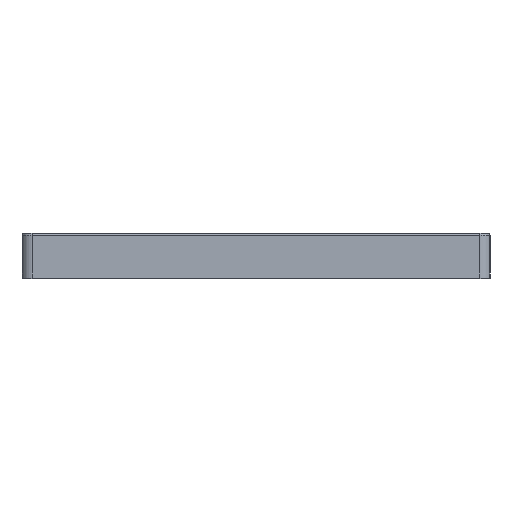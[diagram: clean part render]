
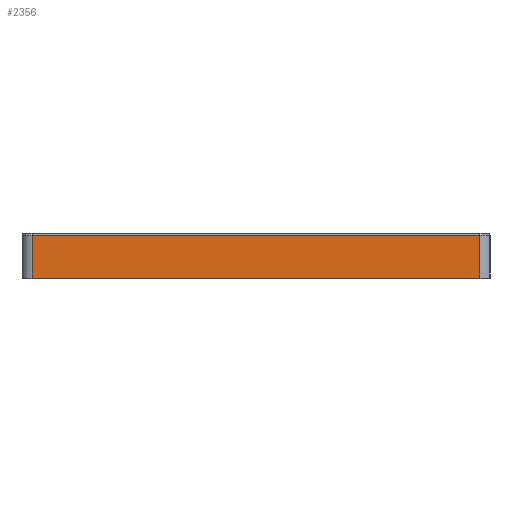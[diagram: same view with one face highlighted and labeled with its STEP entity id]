
A CAD part, left-side view. The second image highlights one B-rep face of the part: STEP entity #2356.
In plain terms, the highlighted planar face has unit normal (-1, 0, 0).
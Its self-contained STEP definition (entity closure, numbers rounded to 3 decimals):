
#81=PLANE('',#2547);
#126=FACE_OUTER_BOUND('',#270,.T.);
#270=EDGE_LOOP('',(#1640,#1641,#1642,#1643));
#447=LINE('',#3777,#627);
#451=LINE('',#3790,#631);
#452=LINE('',#3792,#632);
#453=LINE('',#3793,#633);
#627=VECTOR('',#2952,10.);
#631=VECTOR('',#2968,10.);
#632=VECTOR('',#2969,10.);
#633=VECTOR('',#2970,10.);
#992=VERTEX_POINT('',#3769);
#994=VERTEX_POINT('',#3775);
#997=VERTEX_POINT('',#3789);
#998=VERTEX_POINT('',#3791);
#1243=EDGE_CURVE('',#994,#992,#447,.T.);
#1250=EDGE_CURVE('',#997,#994,#451,.T.);
#1251=EDGE_CURVE('',#998,#997,#452,.T.);
#1252=EDGE_CURVE('',#992,#998,#453,.T.);
#1640=ORIENTED_EDGE('',*,*,#1243,.F.);
#1641=ORIENTED_EDGE('',*,*,#1250,.F.);
#1642=ORIENTED_EDGE('',*,*,#1251,.F.);
#1643=ORIENTED_EDGE('',*,*,#1252,.F.);
#2356=ADVANCED_FACE('',(#126),#81,.T.);
#2547=AXIS2_PLACEMENT_3D('',#3788,#2966,#2967);
#2952=DIRECTION('',(0.,1.,0.));
#2966=DIRECTION('center_axis',(-1.,0.,0.));
#2967=DIRECTION('ref_axis',(0.,-1.,0.));
#2968=DIRECTION('',(0.,0.,-1.));
#2969=DIRECTION('',(0.,-1.,0.));
#2970=DIRECTION('',(0.,0.,1.));
#3769=CARTESIAN_POINT('',(-4.5,6.,-1.5));
#3775=CARTESIAN_POINT('',(-4.5,-101.25,-1.5));
#3777=CARTESIAN_POINT('',(-4.5,-19.563,-1.5));
#3788=CARTESIAN_POINT('Origin',(-4.5,8.5,1.5));
#3789=CARTESIAN_POINT('',(-4.5,-101.25,8.8));
#3790=CARTESIAN_POINT('',(-4.5,-101.25,1.5));
#3791=CARTESIAN_POINT('',(-4.5,6.,8.8));
#3792=CARTESIAN_POINT('',(-4.5,-19.563,8.8));
#3793=CARTESIAN_POINT('',(-4.5,6.,1.5));
